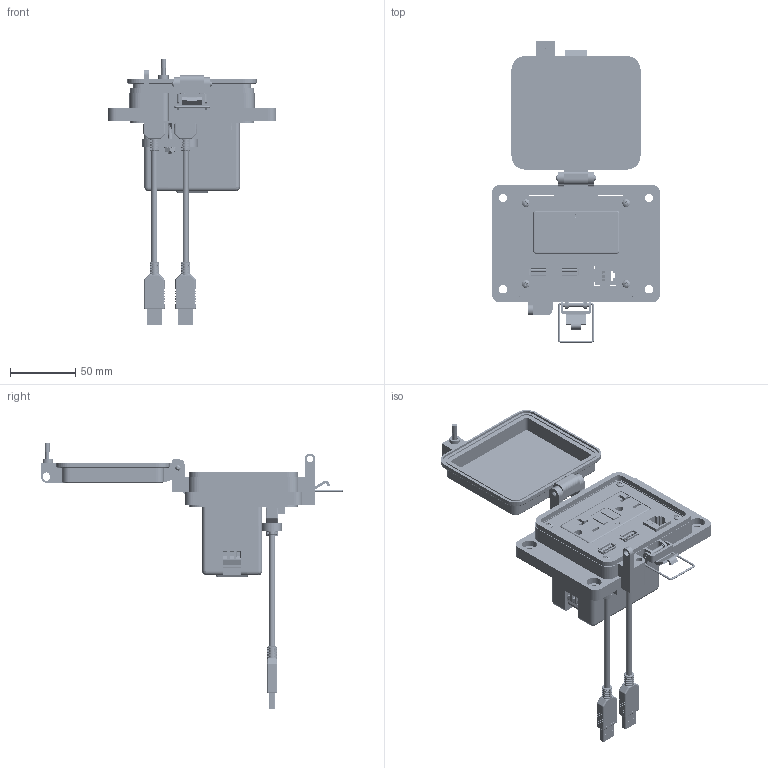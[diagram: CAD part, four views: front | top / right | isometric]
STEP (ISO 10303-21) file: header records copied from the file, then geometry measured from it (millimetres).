
FILE_DESCRIPTION (( 'STEP AP203' ), '1' );
FILE_NAME ('P-P11#2R2-K3RF0_3D.STEP', '2018-10-10T15:38:51', ( '' ), ( '' ), 'SwSTEP 2.0', 'SolidWorks 2018', '' );
FILE_SCHEMA (( 'CONFIG_CONTROL_DESIGN' ));
Length unit declared in the file: millimetre
Products named in the file (18): Z-H-K3_B; Z-000-632134FH_91771A156; -K3; Z-002-632516HN_90675A007; 92005A124_METRIC PAN HEAD PHILLIPS MACHINE SCREW_92005A124; P-P11#2R2-K3RF0_FP060_1; P-P11#2R2-K3RF0_BP180_1; P-P11#2R2-K3RF0_3D; Z-300-RJ45CAT5; P-P11#2R2-K3RF0_TP060_2; R2; Z-000-4243316TFP; Z-200-OTLT-RIOF_RF; Z-020-3047; Z-200-OTLT-GFIH-1_sheared; P11; RF; P-P11#2R2-K3RF0_TP240_1
Assembly tree (21 placements, depth 3):
  P-P11#2R2-K3RF0_3D
    P-P11#2R2-K3RF0_BP180_1
    P-P11#2R2-K3RF0_TP060_2
    Z-000-4243316TFP
    P11  x2
      Z-020-3047
    P-P11#2R2-K3RF0_TP240_1
    Z-000-632134FH_91771A156
    Z-002-632516HN_90675A007
    P-P11#2R2-K3RF0_FP060_1
    R2
      Z-300-RJ45CAT5
    RF
      Z-200-OTLT-RIOF_RF
      Z-200-OTLT-GFIH-1_sheared
    -K3
      Z-H-K3_B
    92005A124_METRIC PAN HEAD PHILLIPS MACHINE SCREW_92005A124  x4
Bounding box: 129 x 231.28 x 204.12 mm (x, y, z)
Volume: 308002.2 mm3; surface area: 197659.1 mm2
Topology: 59 solids, 59 shells, 5224 faces, 14633 edges, 9574 vertices
Faces by surface type: plane 2850, cylinder 1863, bspline 328, cone 109, torus 46, sphere 28
Entity records: 137973 total; most frequent: CARTESIAN_POINT 41190, ORIENTED_EDGE 20990, DIRECTION 18188, EDGE_CURVE 10495, VERTEX_POINT 6905, VECTOR 6834, LINE 6834, AXIS2_PLACEMENT_3D 5677
